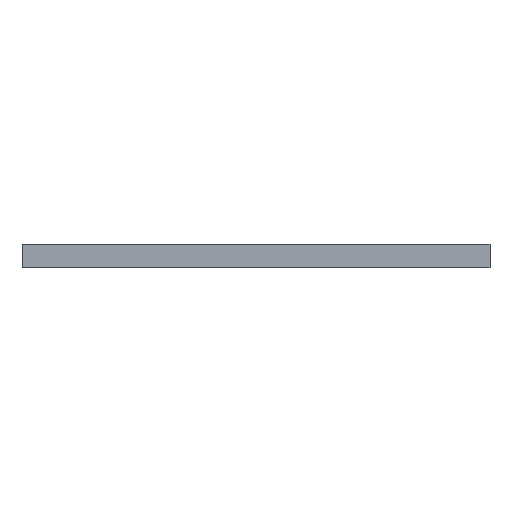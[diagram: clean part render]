
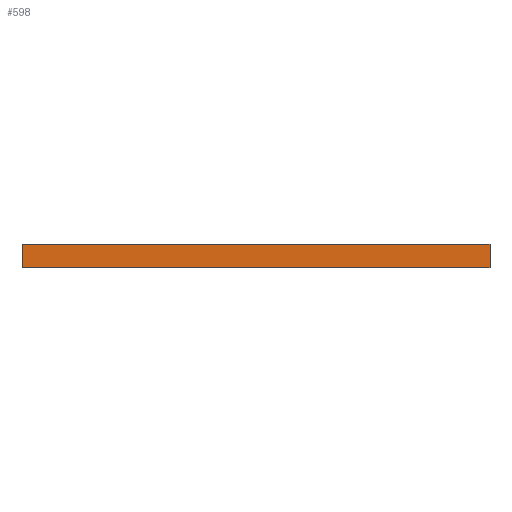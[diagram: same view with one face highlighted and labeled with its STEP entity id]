
A CAD part, front view. The second image highlights one B-rep face of the part: STEP entity #598.
In plain terms, the highlighted planar face has unit normal (0, -1, 0).
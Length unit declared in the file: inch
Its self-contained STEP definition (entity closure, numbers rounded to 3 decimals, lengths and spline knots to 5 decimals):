
#3 = DIRECTION ( 'NONE',  ( -1., 0., 0. ) ) ;
#37 = EDGE_CURVE ( 'NONE', #354, #188, #60, .T. ) ;
#40 = DIRECTION ( 'NONE',  ( 1., 0., 0. ) ) ;
#58 = CARTESIAN_POINT ( 'NONE',  ( -0.79331, -2.52953, 0. ) ) ;
#60 = LINE ( 'NONE', #259, #681 ) ;
#88 = EDGE_CURVE ( 'NONE', #565, #354, #454, .T. ) ;
#175 = ORIENTED_EDGE ( 'NONE', *, *, #611, .T. ) ;
#188 = VERTEX_POINT ( 'NONE', #764 ) ;
#196 = CARTESIAN_POINT ( 'NONE',  ( -0.79331, -2.52953, 0.07874 ) ) ;
#208 = CARTESIAN_POINT ( 'NONE',  ( -0.79331, -2.52953, 0. ) ) ;
#213 = CARTESIAN_POINT ( 'NONE',  ( -0.79331, -2.52953, 0.07874 ) ) ;
#216 = FACE_OUTER_BOUND ( 'NONE', #548, .T. ) ;
#239 = CARTESIAN_POINT ( 'NONE',  ( 0.79331, -2.52953, 0.07874 ) ) ;
#259 = CARTESIAN_POINT ( 'NONE',  ( 0.79331, -2.52953, 0.07874 ) ) ;
#269 = CARTESIAN_POINT ( 'NONE',  ( -0.79331, -2.52953, 0.07874 ) ) ;
#274 = ORIENTED_EDGE ( 'NONE', *, *, #88, .F. ) ;
#284 = CARTESIAN_POINT ( 'NONE',  ( -0.79331, -2.52953, 0.07874 ) ) ;
#288 = DIRECTION ( 'NONE',  ( 1., 0., 0. ) ) ;
#300 = ORIENTED_EDGE ( 'NONE', *, *, #650, .T. ) ;
#333 = DIRECTION ( 'NONE',  ( 0., 0., -1. ) ) ;
#354 = VERTEX_POINT ( 'NONE', #239 ) ;
#376 = AXIS2_PLACEMENT_3D ( 'NONE', #284, #688, #3 ) ;
#454 = LINE ( 'NONE', #269, #516 ) ;
#489 = VECTOR ( 'NONE', #333, 39.37008 ) ;
#494 = ORIENTED_EDGE ( 'NONE', *, *, #37, .F. ) ;
#505 = VECTOR ( 'NONE', #288, 39.37008 ) ;
#516 = VECTOR ( 'NONE', #40, 39.37008 ) ;
#548 = EDGE_LOOP ( 'NONE', ( #175, #494, #274, #300 ) ) ;
#565 = VERTEX_POINT ( 'NONE', #196 ) ;
#590 = DIRECTION ( 'NONE',  ( 0., 0., -1. ) ) ;
#598 = ADVANCED_FACE ( 'NONE', ( #216 ), #828, .F. ) ;
#611 = EDGE_CURVE ( 'NONE', #659, #188, #678, .T. ) ;
#614 = LINE ( 'NONE', #213, #489 ) ;
#650 = EDGE_CURVE ( 'NONE', #565, #659, #614, .T. ) ;
#659 = VERTEX_POINT ( 'NONE', #208 ) ;
#678 = LINE ( 'NONE', #58, #505 ) ;
#681 = VECTOR ( 'NONE', #590, 39.37008 ) ;
#688 = DIRECTION ( 'NONE',  ( 0., 1., 0. ) ) ;
#764 = CARTESIAN_POINT ( 'NONE',  ( 0.79331, -2.52953, 0. ) ) ;
#828 = PLANE ( 'NONE',  #376 ) ;
